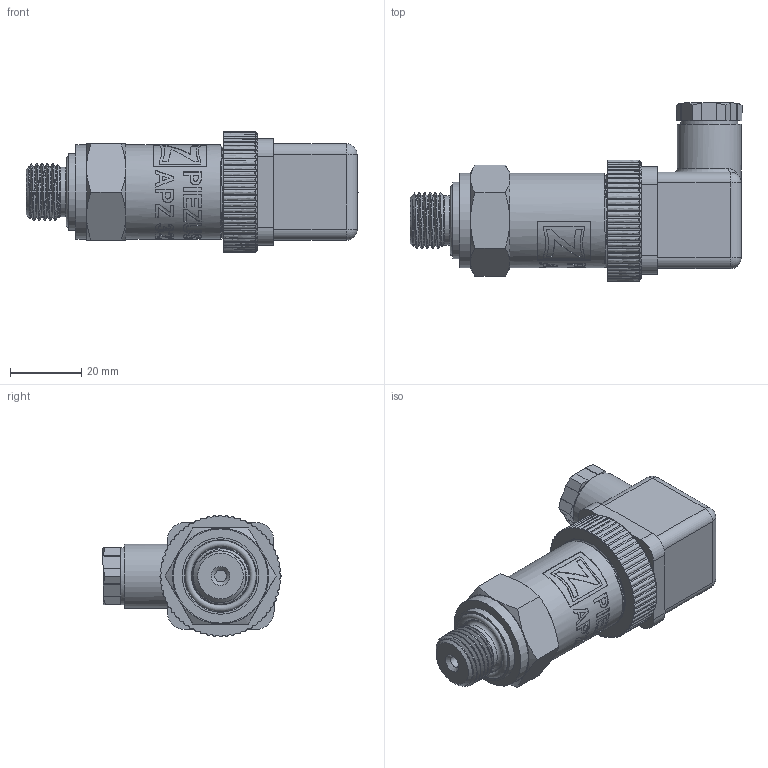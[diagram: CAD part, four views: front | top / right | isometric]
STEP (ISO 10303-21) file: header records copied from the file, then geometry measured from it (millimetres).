
FILE_DESCRIPTION(/* description */ (''),/* implementation_level */ '2;1');
FILE_NAME(/* name */ 'APZ3230_M16x1,5DIN_DIN43650A.step',/* time_stamp */ '2021-06-24T10:33:40+03:00',/* author */ (''),/* organization */ (''),/* preprocessor_version */ 'ST-DEVELOPER v18.1',/* originating_system */ 'Autodesk Translation Framework v10.9.0.1377',/* authorisation */ '');
FILE_SCHEMA (('AUTOMOTIVE_DESIGN { 1 0 10303 214 3 1 1 }'));
Length unit declared in the file: millimetre
Products named in the file (5): APZ3230_M16x1,5DIN_DIN43650A; M16x1,5 DIN; OMAL nut M27x1.5 v8; DIN 43650A female part 28 mm high v6; DIN 43650A male Hirshmann round base v3
Assembly tree (4 placements, depth 2):
  APZ3230_M16x1,5DIN_DIN43650A
    M16x1,5 DIN
    OMAL nut M27x1.5 v8
    DIN 43650A female part 28 mm high v6
    DIN 43650A male Hirshmann round base v3
Bounding box: 93.25 x 50.02 x 34 mm (x, y, z)
Volume: 58435.9 mm3; surface area: 20378.1 mm2
Topology: 5 solids, 5 shells, 1385 faces, 3834 edges, 2555 vertices
Faces by surface type: plane 566, bspline 558, cylinder 206, cone 31, torus 18, sphere 6
Full cylindrical faces by diameter (mm): 1.6 x4, 1.65 x4, 2 x1, 2.2 x1, 2.537 x16, 2.579 x1, 3.2 x1, 3.3 x1, 5 x1, 6 x1, 7.8 x1, 8 x1, 10 x1, 13.8 x1, 14.137 x5, 15.85 x5, 16 x1, 16.4 x1, 18 x1, 20 x1, 21 x1, 21.4 x2, 21.5 x1, 22 x1, 22.4 x1, 24.4 x1, 25.132 x4, 25.526 x4, 26.5 x6, 27.208 x5
Entity records: 81282 total; most frequent: CARTESIAN_POINT 48959, ORIENTED_EDGE 7664, DIRECTION 4882, EDGE_CURVE 3832, VERTEX_POINT 2555, LINE 2016, VECTOR 2016, EDGE_LOOP 1503
